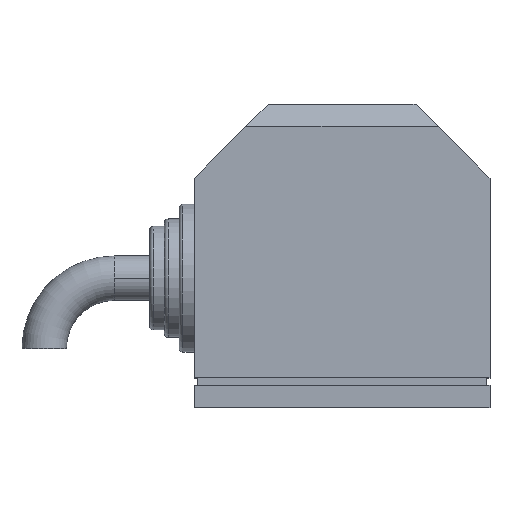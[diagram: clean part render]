
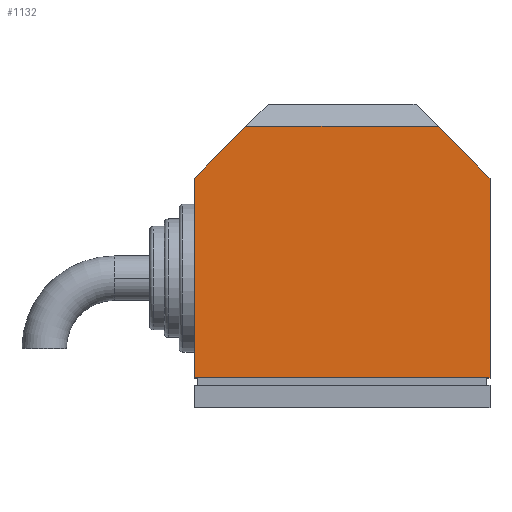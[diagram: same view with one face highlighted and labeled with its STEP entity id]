
A CAD part, top view. The second image highlights one B-rep face of the part: STEP entity #1132.
In plain terms, the highlighted planar face has unit normal (0, 0, 1).
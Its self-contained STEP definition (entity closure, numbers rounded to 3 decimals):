
#19 = VECTOR ( 'NONE', #1089, 1000. ) ;
#57 = VERTEX_POINT ( 'NONE', #1189 ) ;
#101 = DIRECTION ( 'NONE',  ( -0.707, -0.707, 0. ) ) ;
#103 = EDGE_CURVE ( 'NONE', #163, #295, #662, .T. ) ;
#114 = EDGE_CURVE ( 'NONE', #508, #57, #1034, .T. ) ;
#156 = CARTESIAN_POINT ( 'NONE',  ( -20., 13.5, 10. ) ) ;
#163 = VERTEX_POINT ( 'NONE', #454 ) ;
#214 = LINE ( 'NONE', #512, #1093 ) ;
#273 = DIRECTION ( 'NONE',  ( -0.707, 0.707, 0. ) ) ;
#275 = EDGE_CURVE ( 'NONE', #937, #992, #1149, .T. ) ;
#295 = VERTEX_POINT ( 'NONE', #768 ) ;
#382 = FACE_OUTER_BOUND ( 'NONE', #447, .T. ) ;
#447 = EDGE_LOOP ( 'NONE', ( #637, #559, #792, #510, #682, #1087, #661 ) ) ;
#448 = EDGE_CURVE ( 'NONE', #1011, #937, #713, .T. ) ;
#454 = CARTESIAN_POINT ( 'NONE',  ( 13., 20.5, 10. ) ) ;
#462 = DIRECTION ( 'NONE',  ( 0., 1., 0. ) ) ;
#508 = VERTEX_POINT ( 'NONE', #553 ) ;
#510 = ORIENTED_EDGE ( 'NONE', *, *, #448, .T. ) ;
#511 = CARTESIAN_POINT ( 'NONE',  ( -20., -13.5, 10. ) ) ;
#512 = CARTESIAN_POINT ( 'NONE',  ( -20., -13.5, 10. ) ) ;
#516 = EDGE_CURVE ( 'NONE', #57, #163, #632, .T. ) ;
#542 = CARTESIAN_POINT ( 'NONE',  ( 10., 23.5, 10. ) ) ;
#552 = CARTESIAN_POINT ( 'NONE',  ( 20., -13.5, 10. ) ) ;
#553 = CARTESIAN_POINT ( 'NONE',  ( 20., -13.5, 10. ) ) ;
#559 = ORIENTED_EDGE ( 'NONE', *, *, #103, .T. ) ;
#570 = LINE ( 'NONE', #1060, #851 ) ;
#579 = VECTOR ( 'NONE', #932, 1000. ) ;
#580 = DIRECTION ( 'NONE',  ( 0., -1., 0. ) ) ;
#598 = CARTESIAN_POINT ( 'NONE',  ( -20., -13.5, 10. ) ) ;
#599 = DIRECTION ( 'NONE',  ( 1., 0., 0. ) ) ;
#632 = LINE ( 'NONE', #542, #943 ) ;
#637 = ORIENTED_EDGE ( 'NONE', *, *, #516, .T. ) ;
#661 = ORIENTED_EDGE ( 'NONE', *, *, #114, .T. ) ;
#662 = LINE ( 'NONE', #1145, #579 ) ;
#664 = CARTESIAN_POINT ( 'NONE',  ( 0., 0., 10. ) ) ;
#669 = DIRECTION ( 'NONE',  ( 0., 0., 1. ) ) ;
#675 = VECTOR ( 'NONE', #580, 1000. ) ;
#682 = ORIENTED_EDGE ( 'NONE', *, *, #275, .T. ) ;
#713 = LINE ( 'NONE', #511, #19 ) ;
#768 = CARTESIAN_POINT ( 'NONE',  ( -13., 20.5, 10. ) ) ;
#780 = EDGE_CURVE ( 'NONE', #992, #508, #214, .T. ) ;
#792 = ORIENTED_EDGE ( 'NONE', *, *, #1140, .T. ) ;
#851 = VECTOR ( 'NONE', #101, 1000. ) ;
#866 = AXIS2_PLACEMENT_3D ( 'NONE', #664, #669, #1055 ) ;
#932 = DIRECTION ( 'NONE',  ( -1., 0., 0. ) ) ;
#937 = VERTEX_POINT ( 'NONE', #1177 ) ;
#943 = VECTOR ( 'NONE', #273, 1000. ) ;
#992 = VERTEX_POINT ( 'NONE', #1126 ) ;
#1011 = VERTEX_POINT ( 'NONE', #156 ) ;
#1034 = LINE ( 'NONE', #552, #1061 ) ;
#1055 = DIRECTION ( 'NONE',  ( 1., 0., 0. ) ) ;
#1060 = CARTESIAN_POINT ( 'NONE',  ( -20., 13.5, 10. ) ) ;
#1061 = VECTOR ( 'NONE', #462, 1000. ) ;
#1087 = ORIENTED_EDGE ( 'NONE', *, *, #780, .T. ) ;
#1089 = DIRECTION ( 'NONE',  ( 0., -1., 0. ) ) ;
#1093 = VECTOR ( 'NONE', #599, 1000. ) ;
#1126 = CARTESIAN_POINT ( 'NONE',  ( -20., -13.5, 10. ) ) ;
#1132 = ADVANCED_FACE ( 'NONE', ( #382 ), #1239, .T. ) ;
#1140 = EDGE_CURVE ( 'NONE', #295, #1011, #570, .T. ) ;
#1145 = CARTESIAN_POINT ( 'NONE',  ( -10., 20.5, 10. ) ) ;
#1149 = LINE ( 'NONE', #598, #675 ) ;
#1177 = CARTESIAN_POINT ( 'NONE',  ( -20., 0., 10. ) ) ;
#1189 = CARTESIAN_POINT ( 'NONE',  ( 20., 13.5, 10. ) ) ;
#1239 = PLANE ( 'NONE',  #866 ) ;
